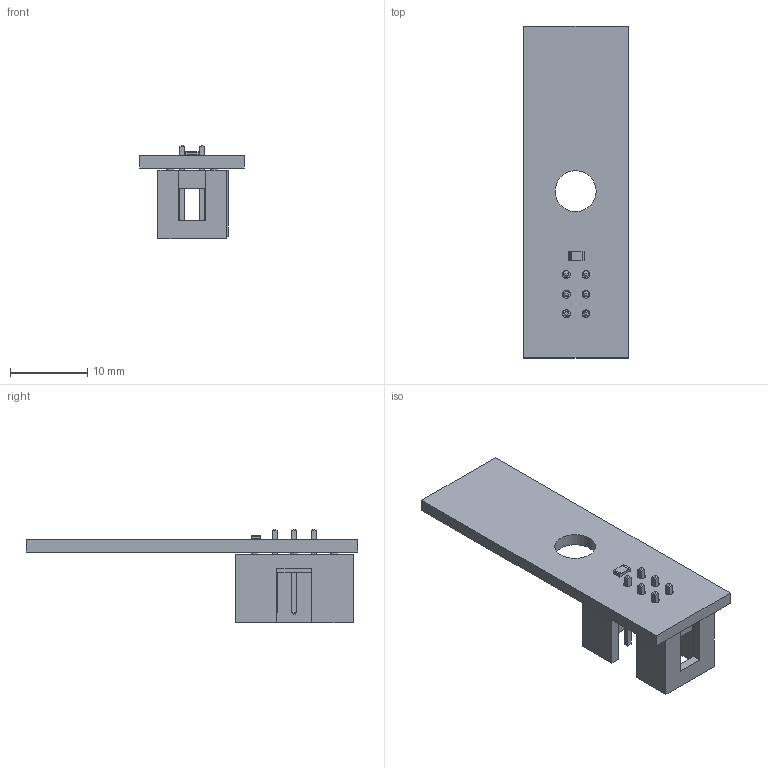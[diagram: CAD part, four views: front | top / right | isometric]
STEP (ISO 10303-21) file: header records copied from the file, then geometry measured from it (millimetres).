
FILE_DESCRIPTION(('KiCad electronic assembly'),'2;1');
FILE_NAME('feederFloor-3D.step','2021-04-19T23:24:50',('An Author'),( 'A Company'),'Open CASCADE STEP processor 7.3', 'KiCad to STEP converter','Unknown');
FILE_SCHEMA(('AUTOMOTIVE_DESIGN { 1 0 10303 214 1 1 1 1 }'));
Length unit declared in the file: millimetre
Products named in the file (6): Open CASCADE STEP translator 7.3 1; R_0805_2012Metric; SOLID; IDC-Header_2x03_P2.54mm_Vertical; COMPOUND
Assembly tree (5 placements, depth 3):
  Open CASCADE STEP translator 7.3 1
    R_0805_2012Metric
      SOLID
    IDC-Header_2x03_P2.54mm_Vertical
      SOLID
    COMPOUND
Bounding box: 13.5 x 42.9 x 12.1 mm (x, y, z)
Volume: 1476.9 mm3; surface area: 2368.6 mm2
Topology: 3 solids, 3 shells, 189 faces, 461 edges, 292 vertices
Faces by surface type: plane 165, cylinder 24
Full cylindrical faces by diameter (mm): 1 x6, 1.016 x6, 5.3 x1
Entity records: 12864 total; most frequent: CARTESIAN_POINT 1990, DIRECTION 1807, LINE 1275, VECTOR 1275, ORIENTED_EDGE 922, PCURVE 922, DEFINITIONAL_REPRESENTATION 922, EDGE_CURVE 461
